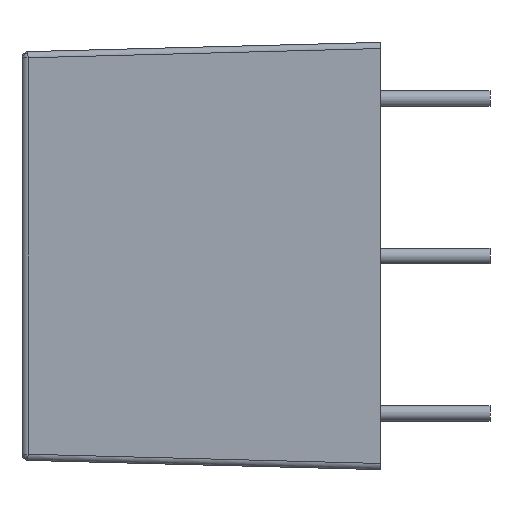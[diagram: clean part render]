
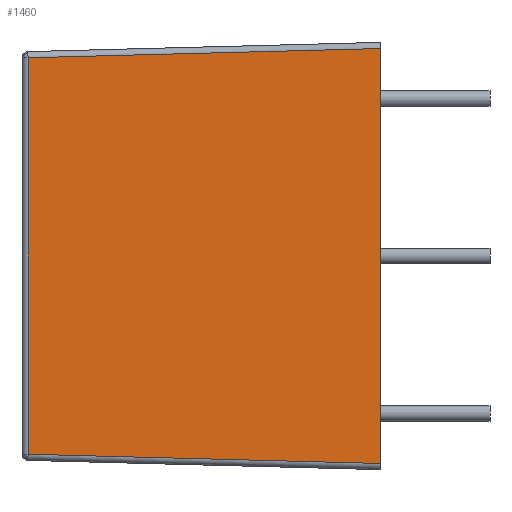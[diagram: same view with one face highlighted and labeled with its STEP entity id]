
A CAD part, left-side view. The second image highlights one B-rep face of the part: STEP entity #1460.
In plain terms, the highlighted planar face has unit normal (-1, 0.026, 0).
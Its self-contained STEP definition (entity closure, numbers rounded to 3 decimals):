
#69 = VERTEX_POINT('',#70);
#70 = CARTESIAN_POINT('',(-25.754,22.76,12.804)
  );
#681 = VERTEX_POINT('',#682);
#682 = CARTESIAN_POINT('',(-25.754,22.76,
    -12.804));
#689 = EDGE_CURVE('',#681,#69,#690,.T.);
#690 = LINE('',#691,#692);
#691 = CARTESIAN_POINT('',(-25.754,22.76,-13.296
    ));
#692 = VECTOR('',#693,1.);
#693 = DIRECTION('',(0.,0.,1.));
#1460 = ADVANCED_FACE('',(#1461),#1486,.T.);
#1461 = FACE_BOUND('',#1462,.T.);
#1462 = EDGE_LOOP('',(#1463,#1471,#1472,#1480));
#1463 = ORIENTED_EDGE('',*,*,#1464,.T.);
#1464 = EDGE_CURVE('',#1465,#69,#1467,.T.);
#1465 = VERTEX_POINT('',#1466);
#1466 = CARTESIAN_POINT('',(-26.35,0.,13.4));
#1467 = LINE('',#1468,#1469);
#1468 = CARTESIAN_POINT('',(-26.35,0.,13.4));
#1469 = VECTOR('',#1470,1.);
#1470 = DIRECTION('',(0.026,0.999,
    -0.026));
#1471 = ORIENTED_EDGE('',*,*,#689,.F.);
#1472 = ORIENTED_EDGE('',*,*,#1473,.T.);
#1473 = EDGE_CURVE('',#681,#1474,#1476,.T.);
#1474 = VERTEX_POINT('',#1475);
#1475 = CARTESIAN_POINT('',(-26.35,0.,-13.4));
#1476 = LINE('',#1477,#1478);
#1477 = CARTESIAN_POINT('',(-25.754,22.76,
    -12.804));
#1478 = VECTOR('',#1479,1.);
#1479 = DIRECTION('',(-0.026,-0.999,
    -0.026));
#1480 = ORIENTED_EDGE('',*,*,#1481,.T.);
#1481 = EDGE_CURVE('',#1474,#1465,#1482,.T.);
#1482 = LINE('',#1483,#1484);
#1483 = CARTESIAN_POINT('',(-26.35,0.,-15.585));
#1484 = VECTOR('',#1485,1.);
#1485 = DIRECTION('',(0.,0.,1.));
#1486 = PLANE('',#1487);
#1487 = AXIS2_PLACEMENT_3D('',#1488,#1489,#1490);
#1488 = CARTESIAN_POINT('',(-26.35,0.,-15.585));
#1489 = DIRECTION('',(-1.,0.026,0.));
#1490 = DIRECTION('',(-0.026,-1.,0.));
